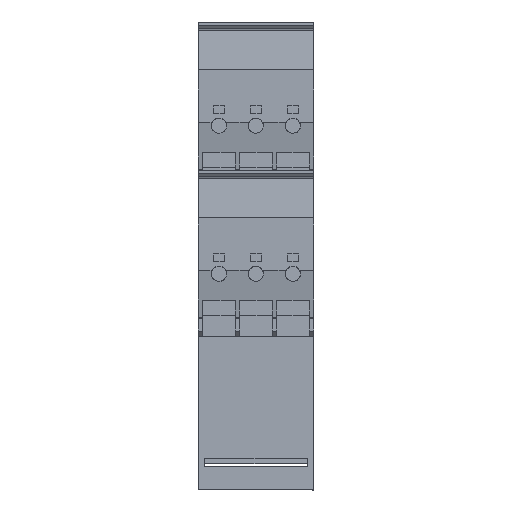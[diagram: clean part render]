
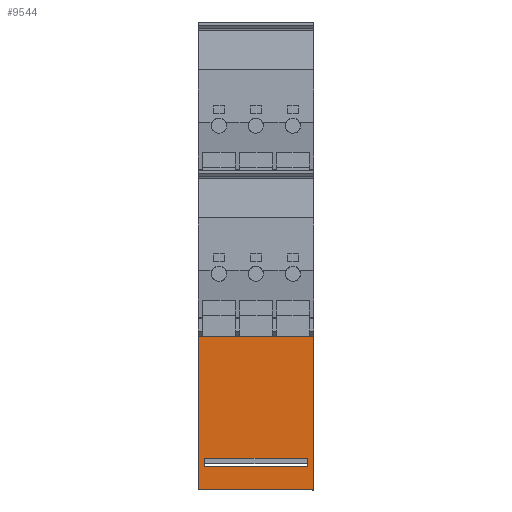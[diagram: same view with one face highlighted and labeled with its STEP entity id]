
A CAD part, front view. The second image highlights one B-rep face of the part: STEP entity #9544.
In plain terms, the highlighted planar face has unit normal (0, -1, 0).
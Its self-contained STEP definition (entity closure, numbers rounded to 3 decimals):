
#8557=FACE_BOUND('',#12546,.T.);
#8558=FACE_BOUND('',#12547,.T.);
#9544=ADVANCED_FACE('NONE',(#8557,#8558),#10614,.T.);
#10614=PLANE('',#29676);
#12546=EDGE_LOOP('',(#14713,#14714,#14715,#14716));
#12547=EDGE_LOOP('',(#14717,#14718,#14719,#14720));
#14713=ORIENTED_EDGE('',*,*,#22570,.T.);
#14714=ORIENTED_EDGE('',*,*,#22568,.F.);
#14715=ORIENTED_EDGE('',*,*,#22531,.F.);
#14716=ORIENTED_EDGE('',*,*,#22571,.T.);
#14717=ORIENTED_EDGE('',*,*,#22217,.F.);
#14718=ORIENTED_EDGE('',*,*,#22209,.F.);
#14719=ORIENTED_EDGE('',*,*,#22204,.F.);
#14720=ORIENTED_EDGE('',*,*,#22572,.F.);
#20030=VERTEX_POINT('',#36663);
#20031=VERTEX_POINT('',#36665);
#20034=VERTEX_POINT('',#36674);
#20035=VERTEX_POINT('',#36678);
#20257=VERTEX_POINT('',#37326);
#20258=VERTEX_POINT('',#37327);
#20280=VERTEX_POINT('',#37396);
#20281=VERTEX_POINT('',#37400);
#22204=EDGE_CURVE('NONE',#20030,#20031,#25208,.T.);
#22209=EDGE_CURVE('NONE',#20031,#20034,#25212,.T.);
#22217=EDGE_CURVE('NONE',#20034,#20035,#25219,.T.);
#22531=EDGE_CURVE('NONE',#20257,#20258,#25521,.T.);
#22568=EDGE_CURVE('NONE',#20258,#20280,#25557,.T.);
#22570=EDGE_CURVE('NONE',#20281,#20280,#25559,.T.);
#22571=EDGE_CURVE('NONE',#20257,#20281,#25560,.T.);
#22572=EDGE_CURVE('NONE',#20035,#20030,#25561,.T.);
#25208=LINE('',#36664,#27429);
#25212=LINE('',#36673,#27433);
#25219=LINE('',#36687,#27440);
#25521=LINE('',#37325,#27742);
#25557=LINE('',#37395,#27778);
#25559=LINE('',#37399,#27780);
#25560=LINE('',#37401,#27781);
#25561=LINE('',#37402,#27782);
#27429=VECTOR('',#31532,1.);
#27433=VECTOR('',#31540,1.);
#27440=VECTOR('',#31551,1.);
#27742=VECTOR('',#32089,1.);
#27778=VECTOR('',#32147,1.);
#27780=VECTOR('',#32151,1.);
#27781=VECTOR('',#32152,1.);
#27782=VECTOR('',#32153,1.);
#29676=AXIS2_PLACEMENT_3D('',#37403,#32154,#32155);
#31532=DIRECTION('',(0.,0.,1.));
#31540=DIRECTION('',(-1.,0.,0.));
#31551=DIRECTION('',(0.,0.,-1.));
#32089=DIRECTION('',(1.,0.,0.));
#32147=DIRECTION('',(0.,0.,-1.));
#32151=DIRECTION('',(1.,0.,0.));
#32152=DIRECTION('',(0.,0.,-1.));
#32153=DIRECTION('',(1.,0.,0.));
#32154=DIRECTION('',(0.,-1.,0.));
#32155=DIRECTION('',(1.,0.,0.));
#36663=CARTESIAN_POINT('',(21.253,15.69,4.5));
#36664=CARTESIAN_POINT('',(21.253,15.69,29.9));
#36665=CARTESIAN_POINT('',(21.253,15.69,6.2));
#36673=CARTESIAN_POINT('',(0.,15.69,6.2));
#36674=CARTESIAN_POINT('',(1.253,15.69,6.2));
#36678=CARTESIAN_POINT('',(1.253,15.69,4.5));
#36687=CARTESIAN_POINT('',(1.253,15.69,29.9));
#37325=CARTESIAN_POINT('',(0.,15.69,29.9));
#37326=CARTESIAN_POINT('',(0.,15.69,29.9));
#37327=CARTESIAN_POINT('',(22.5,15.69,29.9));
#37395=CARTESIAN_POINT('',(22.5,15.69,29.9));
#37396=CARTESIAN_POINT('',(22.5,15.69,0.));
#37399=CARTESIAN_POINT('',(0.,15.69,0.));
#37400=CARTESIAN_POINT('',(0.,15.69,0.));
#37401=CARTESIAN_POINT('',(0.,15.69,29.9));
#37402=CARTESIAN_POINT('',(0.,15.69,4.5));
#37403=CARTESIAN_POINT('',(0.,15.69,29.9));
